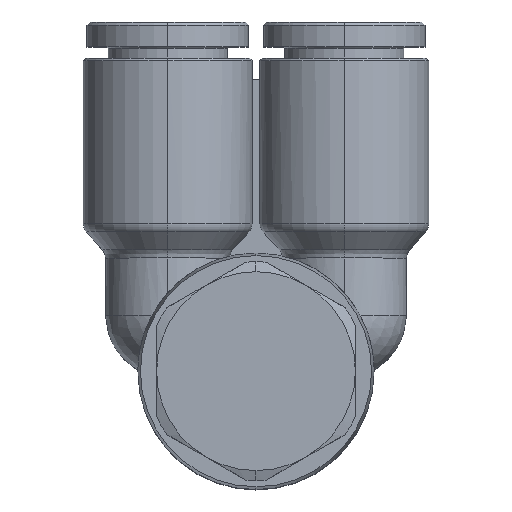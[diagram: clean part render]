
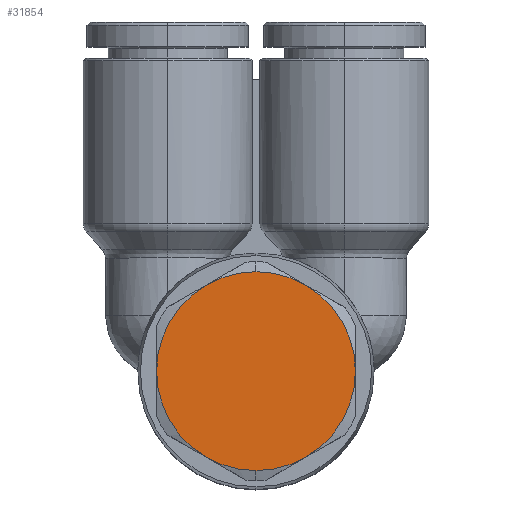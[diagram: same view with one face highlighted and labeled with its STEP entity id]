
A CAD part, top view. The second image highlights one B-rep face of the part: STEP entity #31854.
In plain terms, the highlighted planar face has unit normal (0, 0, 1).
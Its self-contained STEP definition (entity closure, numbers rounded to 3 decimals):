
#3463=CARTESIAN_POINT('',(-3.5,7.1,12.));
#3464=VERTEX_POINT('',#3463);
#3472=CARTESIAN_POINT('',(-2.428,3.1,12.));
#3473=VERTEX_POINT('',#3472);
#3487=CARTESIAN_POINT('',(4.5,7.1,12.));
#3488=DIRECTION('',(0.0,0.0,1.0));
#3489=DIRECTION('',(1.0,0.0,0.0));
#3490=AXIS2_PLACEMENT_3D('',#3487,#3488,#3489);
#3491=CIRCLE('',#3490,8.);
#3492=EDGE_CURVE('',#3464,#3473,#3491,.T.);
#3502=CARTESIAN_POINT('',(12.5,7.1,12.));
#3503=VERTEX_POINT('',#3502);
#3510=CARTESIAN_POINT('',(11.428,3.1,12.));
#3511=VERTEX_POINT('',#3510);
#3512=CARTESIAN_POINT('',(4.5,7.1,12.));
#3513=DIRECTION('',(0.0,0.0,1.0));
#3514=DIRECTION('',(1.0,0.0,0.0));
#3515=AXIS2_PLACEMENT_3D('',#3512,#3513,#3514);
#3516=CIRCLE('',#3515,8.);
#3517=EDGE_CURVE('',#3511,#3503,#3516,.T.);
#31248=CARTESIAN_POINT('',(11.428,11.1,12.));
#31249=VERTEX_POINT('',#31248);
#31272=CARTESIAN_POINT('',(4.5,15.1,12.));
#31273=VERTEX_POINT('',#31272);
#31287=CARTESIAN_POINT('',(4.5,7.1,12.));
#31288=DIRECTION('',(0.0,0.0,1.0));
#31289=DIRECTION('',(1.0,0.0,0.0));
#31290=AXIS2_PLACEMENT_3D('',#31287,#31288,#31289);
#31291=CIRCLE('',#31290,8.);
#31292=EDGE_CURVE('',#31249,#31273,#31291,.T.);
#31325=CARTESIAN_POINT('',(4.5,7.1,12.));
#31326=DIRECTION('',(0.0,0.0,1.0));
#31327=DIRECTION('',(1.0,0.0,0.0));
#31328=AXIS2_PLACEMENT_3D('',#31325,#31326,#31327);
#31329=CIRCLE('',#31328,8.);
#31330=EDGE_CURVE('',#3503,#31249,#31329,.T.);
#31342=CARTESIAN_POINT('',(4.5,-0.9,12.));
#31343=VERTEX_POINT('',#31342);
#31379=CARTESIAN_POINT('',(4.5,7.1,12.));
#31380=DIRECTION('',(0.0,0.0,1.0));
#31381=DIRECTION('',(1.0,0.0,0.0));
#31382=AXIS2_PLACEMENT_3D('',#31379,#31380,#31381);
#31383=CIRCLE('',#31382,8.);
#31384=EDGE_CURVE('',#31343,#3511,#31383,.T.);
#31409=CARTESIAN_POINT('',(4.5,7.1,12.));
#31410=DIRECTION('',(0.0,0.0,1.0));
#31411=DIRECTION('',(1.0,0.0,0.0));
#31412=AXIS2_PLACEMENT_3D('',#31409,#31410,#31411);
#31413=CIRCLE('',#31412,8.);
#31414=EDGE_CURVE('',#3473,#31343,#31413,.T.);
#31447=CARTESIAN_POINT('',(-2.428,11.1,12.));
#31448=VERTEX_POINT('',#31447);
#31449=CARTESIAN_POINT('',(4.5,7.1,12.));
#31450=DIRECTION('',(0.0,0.0,1.0));
#31451=DIRECTION('',(1.0,0.0,0.0));
#31452=AXIS2_PLACEMENT_3D('',#31449,#31450,#31451);
#31453=CIRCLE('',#31452,8.);
#31454=EDGE_CURVE('',#31448,#3464,#31453,.T.);
#31501=CARTESIAN_POINT('',(4.5,7.1,12.));
#31502=DIRECTION('',(0.0,0.0,1.0));
#31503=DIRECTION('',(1.0,0.0,0.0));
#31504=AXIS2_PLACEMENT_3D('',#31501,#31502,#31503);
#31505=CIRCLE('',#31504,8.);
#31506=EDGE_CURVE('',#31273,#31448,#31505,.T.);
#31839=CARTESIAN_POINT('',(9.25,7.1,12.));
#31840=DIRECTION('',(0.0,0.0,1.0));
#31841=DIRECTION('',(-1.0,0.0,0.0));
#31842=AXIS2_PLACEMENT_3D('',#31839,#31840,#31841);
#31843=PLANE('',#31842);
#31844=ORIENTED_EDGE('',*,*,#31506,.T.);
#31845=ORIENTED_EDGE('',*,*,#31454,.T.);
#31846=ORIENTED_EDGE('',*,*,#3492,.T.);
#31847=ORIENTED_EDGE('',*,*,#31414,.T.);
#31848=ORIENTED_EDGE('',*,*,#31384,.T.);
#31849=ORIENTED_EDGE('',*,*,#3517,.T.);
#31850=ORIENTED_EDGE('',*,*,#31330,.T.);
#31851=ORIENTED_EDGE('',*,*,#31292,.T.);
#31852=EDGE_LOOP('',(#31844,#31845,#31846,#31847,#31848,#31849,#31850,#31851));
#31853=FACE_OUTER_BOUND('',#31852,.T.);
#31854=ADVANCED_FACE('',(#31853),#31843,.T.);
